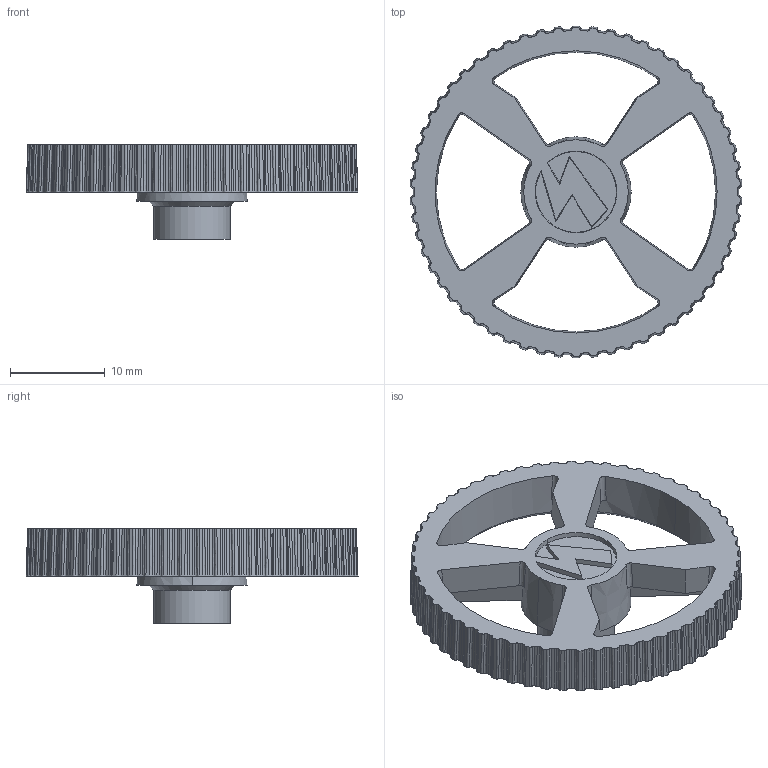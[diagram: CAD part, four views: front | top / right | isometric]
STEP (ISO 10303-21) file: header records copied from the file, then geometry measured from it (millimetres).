
FILE_DESCRIPTION (( 'STEP AP214' ), '1' );
FILE_NAME ('JXHSV06-08036-D Motor Switch.step', '2023-06-08T06:48:11', ( '微软用户' ), ( '微软中国' ), 'SwSTEP 2.0', 'SolidWorks 2020', '' );
FILE_SCHEMA (( 'AUTOMOTIVE_DESIGN' ));
Length unit declared in the file: millimetre
Products named in the file (1): JXHSV06-08036-D Motor Switch
Bounding box: 34.97 x 35 x 10 mm (x, y, z)
Volume: 2321.6 mm3; surface area: 2875.5 mm2
Topology: 1 solids, 1 shells, 506 faces, 1513 edges, 1008 vertices
Faces by surface type: bspline 253, cone 194, plane 58, cylinder 1
Entity records: 22633 total; most frequent: CARTESIAN_POINT 11409, ORIENTED_EDGE 3026, EDGE_CURVE 1513, DIRECTION 1503, VERTEX_POINT 1008, B_SPLINE_CURVE_WITH_KNOTS 918, AXIS2_PLACEMENT_3D 662, EDGE_LOOP 513
